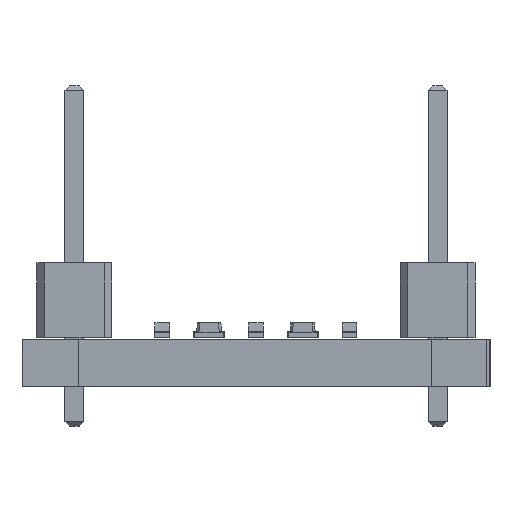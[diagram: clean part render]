
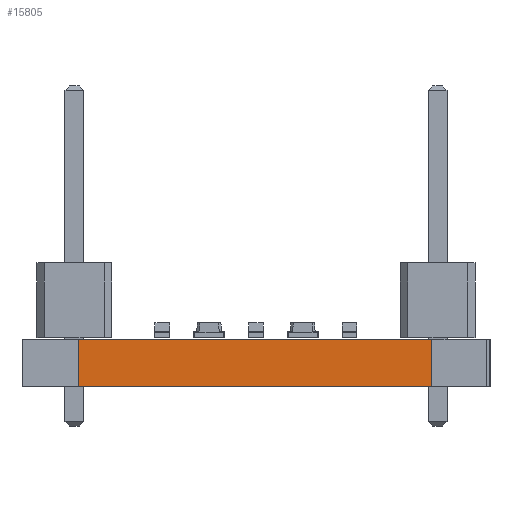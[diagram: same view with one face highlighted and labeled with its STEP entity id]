
A CAD part, left-side view. The second image highlights one B-rep face of the part: STEP entity #15805.
In plain terms, the highlighted planar face has unit normal (-1, 0, 0).
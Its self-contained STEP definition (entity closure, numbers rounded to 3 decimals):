
#13747 = PLANE('',#13748);
#13748 = AXIS2_PLACEMENT_3D('',#13749,#13750,#13751);
#13749 = CARTESIAN_POINT('',(0.,0.,0.));
#13750 = DIRECTION('',(-1.,0.,0.));
#13751 = DIRECTION('',(0.,1.,0.));
#13775 = PLANE('',#13776);
#13776 = AXIS2_PLACEMENT_3D('',#13777,#13778,#13779);
#13777 = CARTESIAN_POINT('',(21.463,-6.033,1.6));
#13778 = DIRECTION('',(0.,0.,-1.));
#13779 = DIRECTION('',(-1.,0.,0.));
#13829 = PLANE('',#13830);
#13830 = AXIS2_PLACEMENT_3D('',#13831,#13832,#13833);
#13831 = CARTESIAN_POINT('',(21.463,-6.033,0.));
#13832 = DIRECTION('',(0.,0.,-1.));
#13833 = DIRECTION('',(-1.,0.,0.));
#13844 = EDGE_CURVE('',#13845,#13847,#13849,.T.);
#13845 = VERTEX_POINT('',#13846);
#13846 = CARTESIAN_POINT('',(0.,0.,0.));
#13847 = VERTEX_POINT('',#13848);
#13848 = CARTESIAN_POINT('',(0.,0.,1.6));
#13849 = SURFACE_CURVE('',#13850,(#13854,#13861),.PCURVE_S1.);
#13850 = LINE('',#13851,#13852);
#13851 = CARTESIAN_POINT('',(0.,0.,0.));
#13852 = VECTOR('',#13853,1.);
#13853 = DIRECTION('',(0.,0.,1.));
#13854 = PCURVE('',#13747,#13855);
#13855 = DEFINITIONAL_REPRESENTATION('',(#13856),#13860);
#13856 = LINE('',#13857,#13858);
#13857 = CARTESIAN_POINT('',(0.,0.));
#13858 = VECTOR('',#13859,1.);
#13859 = DIRECTION('',(0.,-1.));
#13860 = ( GEOMETRIC_REPRESENTATION_CONTEXT(2) 
PARAMETRIC_REPRESENTATION_CONTEXT() REPRESENTATION_CONTEXT('2D SPACE',''
  ) );
#13861 = PCURVE('',#13862,#13867);
#13862 = PLANE('',#13863);
#13863 = AXIS2_PLACEMENT_3D('',#13864,#13865,#13866);
#13864 = CARTESIAN_POINT('',(0.,-12.,0.));
#13865 = DIRECTION('',(-1.,0.,0.));
#13866 = DIRECTION('',(0.,1.,0.));
#13867 = DEFINITIONAL_REPRESENTATION('',(#13868),#13872);
#13868 = LINE('',#13869,#13870);
#13869 = CARTESIAN_POINT('',(12.,0.));
#13870 = VECTOR('',#13871,1.);
#13871 = DIRECTION('',(0.,-1.));
#13872 = ( GEOMETRIC_REPRESENTATION_CONTEXT(2) 
PARAMETRIC_REPRESENTATION_CONTEXT() REPRESENTATION_CONTEXT('2D SPACE',''
  ) );
#14078 = VERTEX_POINT('',#14079);
#14079 = CARTESIAN_POINT('',(0.,-12.,0.));
#14093 = PLANE('',#14094);
#14094 = AXIS2_PLACEMENT_3D('',#14095,#14096,#14097);
#14095 = CARTESIAN_POINT('',(0.,-13.843,0.));
#14096 = DIRECTION('',(-1.,0.,0.));
#14097 = DIRECTION('',(0.,1.,0.));
#14105 = EDGE_CURVE('',#14078,#13845,#14106,.T.);
#14106 = SURFACE_CURVE('',#14107,(#14111,#14118),.PCURVE_S1.);
#14107 = LINE('',#14108,#14109);
#14108 = CARTESIAN_POINT('',(0.,-12.,0.));
#14109 = VECTOR('',#14110,1.);
#14110 = DIRECTION('',(0.,1.,0.));
#14111 = PCURVE('',#13829,#14112);
#14112 = DEFINITIONAL_REPRESENTATION('',(#14113),#14117);
#14113 = LINE('',#14114,#14115);
#14114 = CARTESIAN_POINT('',(21.463,-5.968));
#14115 = VECTOR('',#14116,1.);
#14116 = DIRECTION('',(0.,1.));
#14117 = ( GEOMETRIC_REPRESENTATION_CONTEXT(2) 
PARAMETRIC_REPRESENTATION_CONTEXT() REPRESENTATION_CONTEXT('2D SPACE',''
  ) );
#14118 = PCURVE('',#13862,#14119);
#14119 = DEFINITIONAL_REPRESENTATION('',(#14120),#14124);
#14120 = LINE('',#14121,#14122);
#14121 = CARTESIAN_POINT('',(0.,0.));
#14122 = VECTOR('',#14123,1.);
#14123 = DIRECTION('',(1.,0.));
#14124 = ( GEOMETRIC_REPRESENTATION_CONTEXT(2) 
PARAMETRIC_REPRESENTATION_CONTEXT() REPRESENTATION_CONTEXT('2D SPACE',''
  ) );
#15042 = VERTEX_POINT('',#15043);
#15043 = CARTESIAN_POINT('',(0.,-12.,1.6));
#15064 = EDGE_CURVE('',#15042,#13847,#15065,.T.);
#15065 = SURFACE_CURVE('',#15066,(#15070,#15077),.PCURVE_S1.);
#15066 = LINE('',#15067,#15068);
#15067 = CARTESIAN_POINT('',(0.,-12.,1.6));
#15068 = VECTOR('',#15069,1.);
#15069 = DIRECTION('',(0.,1.,0.));
#15070 = PCURVE('',#13775,#15071);
#15071 = DEFINITIONAL_REPRESENTATION('',(#15072),#15076);
#15072 = LINE('',#15073,#15074);
#15073 = CARTESIAN_POINT('',(21.463,-5.968));
#15074 = VECTOR('',#15075,1.);
#15075 = DIRECTION('',(0.,1.));
#15076 = ( GEOMETRIC_REPRESENTATION_CONTEXT(2) 
PARAMETRIC_REPRESENTATION_CONTEXT() REPRESENTATION_CONTEXT('2D SPACE',''
  ) );
#15077 = PCURVE('',#13862,#15078);
#15078 = DEFINITIONAL_REPRESENTATION('',(#15079),#15083);
#15079 = LINE('',#15080,#15081);
#15080 = CARTESIAN_POINT('',(0.,-1.6));
#15081 = VECTOR('',#15082,1.);
#15082 = DIRECTION('',(1.,0.));
#15083 = ( GEOMETRIC_REPRESENTATION_CONTEXT(2) 
PARAMETRIC_REPRESENTATION_CONTEXT() REPRESENTATION_CONTEXT('2D SPACE',''
  ) );
#15805 = ADVANCED_FACE('',(#15806),#13862,.T.);
#15806 = FACE_BOUND('',#15807,.T.);
#15807 = EDGE_LOOP('',(#15808,#15829,#15830,#15831));
#15808 = ORIENTED_EDGE('',*,*,#15809,.T.);
#15809 = EDGE_CURVE('',#14078,#15042,#15810,.T.);
#15810 = SURFACE_CURVE('',#15811,(#15815,#15822),.PCURVE_S1.);
#15811 = LINE('',#15812,#15813);
#15812 = CARTESIAN_POINT('',(0.,-12.,0.));
#15813 = VECTOR('',#15814,1.);
#15814 = DIRECTION('',(0.,0.,1.));
#15815 = PCURVE('',#13862,#15816);
#15816 = DEFINITIONAL_REPRESENTATION('',(#15817),#15821);
#15817 = LINE('',#15818,#15819);
#15818 = CARTESIAN_POINT('',(0.,0.));
#15819 = VECTOR('',#15820,1.);
#15820 = DIRECTION('',(0.,-1.));
#15821 = ( GEOMETRIC_REPRESENTATION_CONTEXT(2) 
PARAMETRIC_REPRESENTATION_CONTEXT() REPRESENTATION_CONTEXT('2D SPACE',''
  ) );
#15822 = PCURVE('',#14093,#15823);
#15823 = DEFINITIONAL_REPRESENTATION('',(#15824),#15828);
#15824 = LINE('',#15825,#15826);
#15825 = CARTESIAN_POINT('',(1.843,0.));
#15826 = VECTOR('',#15827,1.);
#15827 = DIRECTION('',(0.,-1.));
#15828 = ( GEOMETRIC_REPRESENTATION_CONTEXT(2) 
PARAMETRIC_REPRESENTATION_CONTEXT() REPRESENTATION_CONTEXT('2D SPACE',''
  ) );
#15829 = ORIENTED_EDGE('',*,*,#15064,.T.);
#15830 = ORIENTED_EDGE('',*,*,#13844,.F.);
#15831 = ORIENTED_EDGE('',*,*,#14105,.F.);
